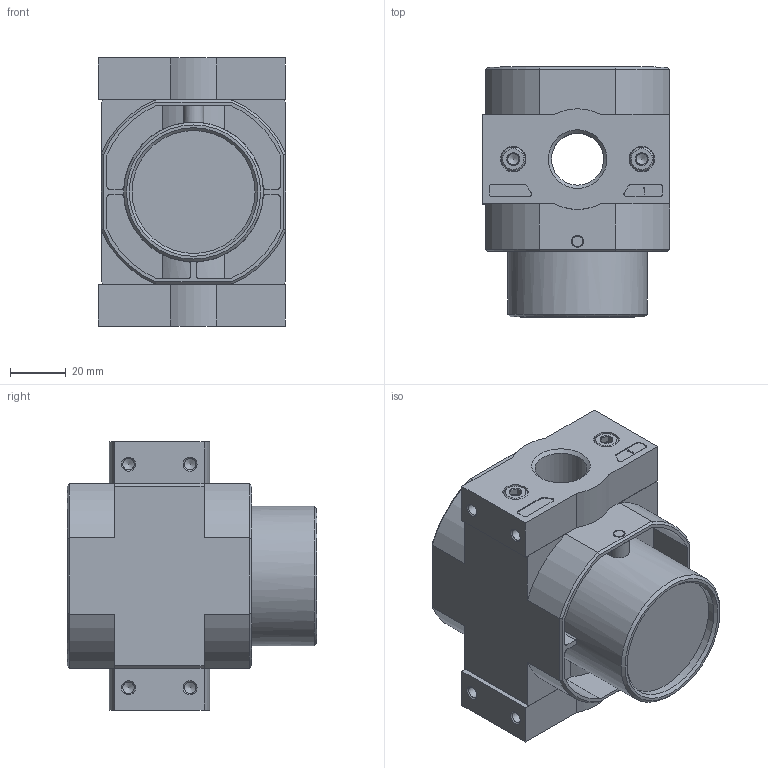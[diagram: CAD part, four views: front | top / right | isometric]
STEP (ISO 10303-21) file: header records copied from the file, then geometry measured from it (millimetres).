
FILE_DESCRIPTION(/* description */ ('STEP AP214'),/* implementation_level */ '2;1');
FILE_NAME(/* name */ '186522_HEL-1_2-D-MAXI',/* time_stamp */ '2024-08-29T03:51:56+02:00',/* author */ ('License CC BY-ND 4.0'),/* organization */ ('CADENAS'),/* preprocessor_version */ 'ST-DEVELOPER v19.3',/* originating_system */ 'PARTsolutions',/* authorisation */ ' ');
FILE_SCHEMA (('AUTOMOTIVE_DESIGN {1 0 10303 214 3 1 1}'));
Length unit declared in the file: millimetre
Products named in the file (6): 186522 HEL-1/2-D-MAXI; 360728 HEL-MAXI; 680244 PBL-1/2-D-MAXI-R---(0) p1; DIN-912 - M5x20(F); 373059 LF-D-MAXI; 680243 PBL-1/2-D-MAXI-L---(1) p1
Assembly tree (9 placements, depth 2):
  186522 HEL-1/2-D-MAXI
    360728 HEL-MAXI
    680244 PBL-1/2-D-MAXI-R---(0) p1
    DIN-912 - M5x20(F)  x4
    373059 LF-D-MAXI  x2
    680243 PBL-1/2-D-MAXI-L---(1) p1
Bounding box: 67.1 x 89.4 x 96 mm (x, y, z)
Volume: 313205.5 mm3; surface area: 65506.3 mm2
Topology: 9 solids, 9 shells, 459 faces, 1074 edges, 669 vertices
Faces by surface type: plane 221, cylinder 127, cone 107, torus 4
Full cylindrical faces by diameter (mm): 3.8 x1, 4.134 x8, 5 x4, 7 x5, 7.3 x2, 8.5 x4, 9 x1, 18.631 x2, 22.5 x1, 30 x2, 34 x2, 44 x1, 50 x1, 62 x1
Entity records: 11913 total; most frequent: CARTESIAN_POINT 1889, DIRECTION 1810, ORIENTED_EDGE 1598, EDGE_CURVE 799, AXIS2_PLACEMENT_3D 688, VERTEX_POINT 563, FACE_BOUND 492, EDGE_LOOP 485
